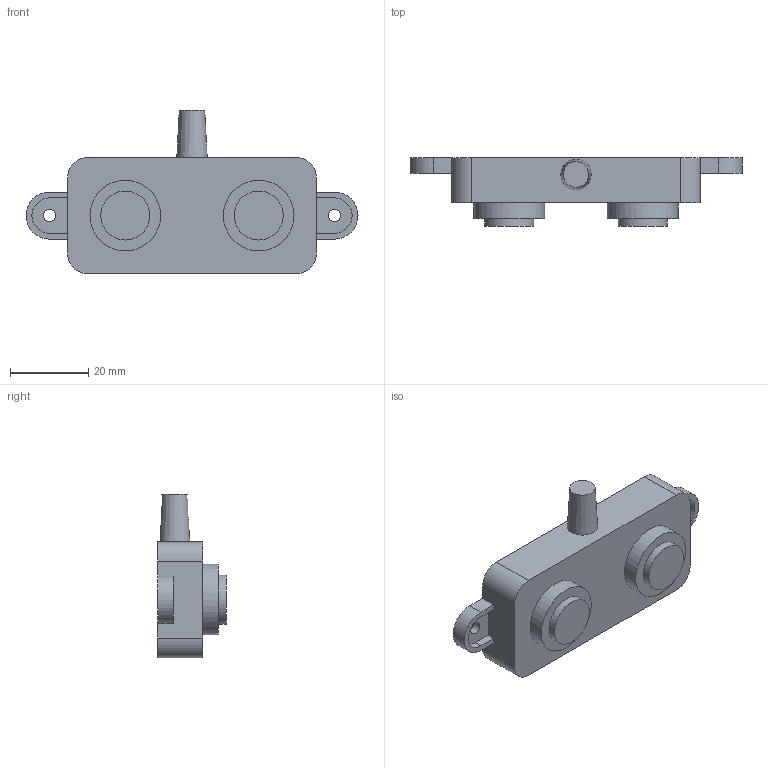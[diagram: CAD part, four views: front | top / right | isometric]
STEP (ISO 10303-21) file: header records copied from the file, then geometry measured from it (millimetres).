
FILE_DESCRIPTION(/* description */ (''),/* implementation_level */ '2;1');
FILE_NAME(/* name */ 'DYP-A02-sensor v0.step',/* time_stamp */ '2021-05-22T15:03:51-07:00',/* author */ (''),/* organization */ (''),/* preprocessor_version */ 'ST-DEVELOPER v18.1',/* originating_system */ 'Autodesk Translation Framework v10.6.0.1341',/* authorisation */ '');
FILE_SCHEMA (('AUTOMOTIVE_DESIGN { 1 0 10303 214 3 1 1 }'));
Length unit declared in the file: millimetre
Products named in the file (1): DYP-A02-sensor
Bounding box: 84.6 x 17.5 x 41.6 mm (x, y, z)
Volume: 24878.3 mm3; surface area: 7323 mm2
Topology: 1 solids, 1 shells, 38 faces, 93 edges, 62 vertices
Faces by surface type: plane 23, cylinder 14, cone 1
Full cylindrical faces by diameter (mm): 3.2 x2, 12.5 x2, 18 x2
Entity records: 1175 total; most frequent: DIRECTION 201, CARTESIAN_POINT 194, ORIENTED_EDGE 186, EDGE_CURVE 93, AXIS2_PLACEMENT_3D 69, LINE 63, VECTOR 63, VERTEX_POINT 62
